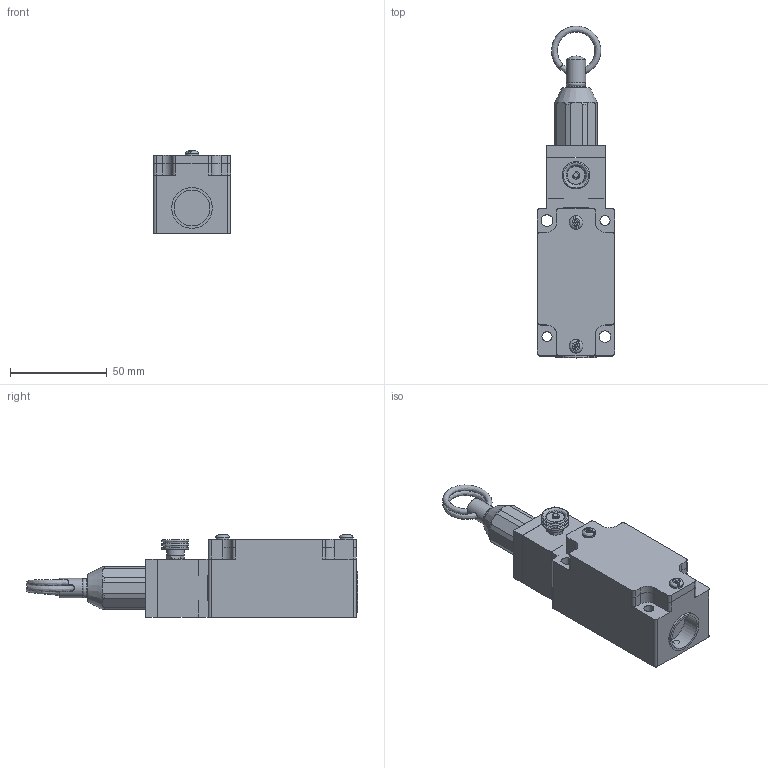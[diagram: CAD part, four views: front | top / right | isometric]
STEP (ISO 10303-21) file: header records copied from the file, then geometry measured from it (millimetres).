
FILE_DESCRIPTION (( 'STEP AP214' ), '1' );
FILE_NAME ('SBM2K9900W03_REV1.STEP', '2023-05-09T17:46:11', ( '' ), ( '' ), 'SwSTEP 2.0', 'SolidWorks 2021', '' );
FILE_SCHEMA (( 'AUTOMOTIVE_DESIGN' ));
Length unit declared in the file: inch
Products named in the file (1): SBM2K9900W03_REV1
Bounding box: 40 x 171.66 x 42.5 mm (x, y, z)
Volume: 147550.5 mm3; surface area: 32736.7 mm2
Topology: 3 solids, 3 shells, 353 faces, 951 edges, 621 vertices
Faces by surface type: plane 239, cylinder 70, bspline 31, cone 13
Full cylindrical faces by diameter (mm): 2.5 x2, 3 x12, 3.3 x2, 3.5 x1, 4.8 x4, 5.2 x2, 6.3 x1, 6.5 x4, 7 x2, 9 x1, 10 x3, 18.5 x1, 21 x1, 22 x1
Entity records: 14008 total; most frequent: CARTESIAN_POINT 5765, ORIENTED_EDGE 1740, DIRECTION 1483, EDGE_CURVE 870, VERTEX_POINT 595, LINE 541, VECTOR 541, AXIS2_PLACEMENT_3D 471
